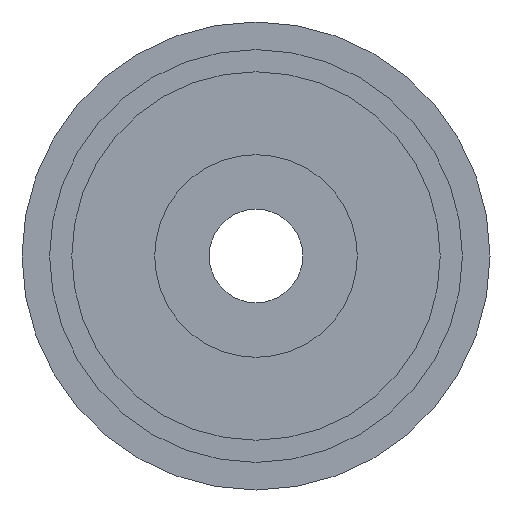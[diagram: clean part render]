
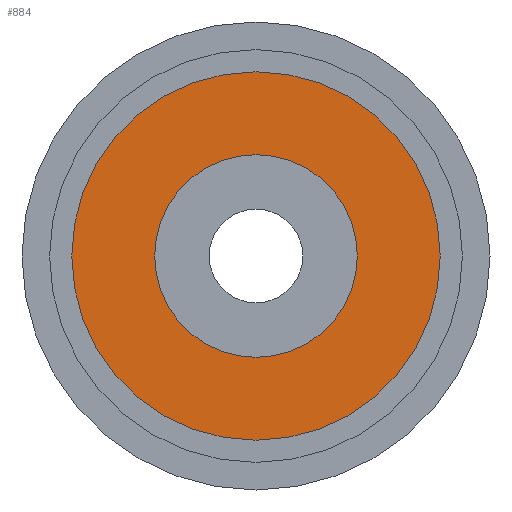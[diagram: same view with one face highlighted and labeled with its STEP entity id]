
A CAD part, front view. The second image highlights one B-rep face of the part: STEP entity #884.
In plain terms, the highlighted planar face has unit normal (0, -1, 0).
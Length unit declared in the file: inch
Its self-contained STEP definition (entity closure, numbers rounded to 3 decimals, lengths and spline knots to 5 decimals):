
#8 = FACE_OUTER_BOUND ( 'NONE', #729, .T. ) ;
#19 = DIRECTION ( 'NONE',  ( 0., 0., 1. ) ) ;
#78 = VERTEX_POINT ( 'NONE', #746 ) ;
#111 = DIRECTION ( 'NONE',  ( 0., 1., 0. ) ) ;
#158 = DIRECTION ( 'NONE',  ( 0., 0., 1. ) ) ;
#167 = DIRECTION ( 'NONE',  ( 0., 1., 0. ) ) ;
#189 = CARTESIAN_POINT ( 'NONE',  ( 0., 0., 0. ) ) ;
#243 = PLANE ( 'NONE',  #750 ) ;
#275 = EDGE_CURVE ( 'NONE', #315, #753, #776, .T. ) ;
#295 = CARTESIAN_POINT ( 'NONE',  ( 0., 0., -0.3937 ) ) ;
#315 = VERTEX_POINT ( 'NONE', #920 ) ;
#320 = EDGE_LOOP ( 'NONE', ( #852, #554 ) ) ;
#321 = AXIS2_PLACEMENT_3D ( 'NONE', #902, #167, #158 ) ;
#369 = AXIS2_PLACEMENT_3D ( 'NONE', #189, #111, #714 ) ;
#388 = DIRECTION ( 'NONE',  ( 0., 1., 0. ) ) ;
#394 = VERTEX_POINT ( 'NONE', #835 ) ;
#445 = AXIS2_PLACEMENT_3D ( 'NONE', #703, #638, #19 ) ;
#450 = EDGE_CURVE ( 'NONE', #394, #78, #810, .T. ) ;
#456 = CARTESIAN_POINT ( 'NONE',  ( 0., 0., 0. ) ) ;
#464 = FACE_BOUND ( 'NONE', #320, .T. ) ;
#554 = ORIENTED_EDGE ( 'NONE', *, *, #813, .T. ) ;
#573 = CIRCLE ( 'NONE', #321, 0.2165 ) ;
#624 = EDGE_CURVE ( 'NONE', #753, #315, #823, .T. ) ;
#638 = DIRECTION ( 'NONE',  ( 0., 1., 0. ) ) ;
#677 = CARTESIAN_POINT ( 'NONE',  ( 0., 0., 0. ) ) ;
#703 = CARTESIAN_POINT ( 'NONE',  ( 0., 0., 0. ) ) ;
#712 = ORIENTED_EDGE ( 'NONE', *, *, #275, .F. ) ;
#714 = DIRECTION ( 'NONE',  ( 0., 0., 1. ) ) ;
#729 = EDGE_LOOP ( 'NONE', ( #907, #712 ) ) ;
#745 = DIRECTION ( 'NONE',  ( 0., 0., 1. ) ) ;
#746 = CARTESIAN_POINT ( 'NONE',  ( 0., 0., 0.2165 ) ) ;
#750 = AXIS2_PLACEMENT_3D ( 'NONE', #456, #388, #830 ) ;
#753 = VERTEX_POINT ( 'NONE', #295 ) ;
#776 = CIRCLE ( 'NONE', #369, 0.3937 ) ;
#810 = CIRCLE ( 'NONE', #445, 0.2165 ) ;
#813 = EDGE_CURVE ( 'NONE', #78, #394, #573, .T. ) ;
#823 = CIRCLE ( 'NONE', #950, 0.3937 ) ;
#830 = DIRECTION ( 'NONE',  ( 0., 0., 1. ) ) ;
#835 = CARTESIAN_POINT ( 'NONE',  ( 0., 0., -0.2165 ) ) ;
#852 = ORIENTED_EDGE ( 'NONE', *, *, #450, .T. ) ;
#870 = DIRECTION ( 'NONE',  ( 0., 1., 0. ) ) ;
#884 = ADVANCED_FACE ( 'NONE', ( #8, #464 ), #243, .F. ) ;
#902 = CARTESIAN_POINT ( 'NONE',  ( 0., 0., 0. ) ) ;
#907 = ORIENTED_EDGE ( 'NONE', *, *, #624, .F. ) ;
#920 = CARTESIAN_POINT ( 'NONE',  ( 0., 0., 0.3937 ) ) ;
#950 = AXIS2_PLACEMENT_3D ( 'NONE', #677, #870, #745 ) ;
